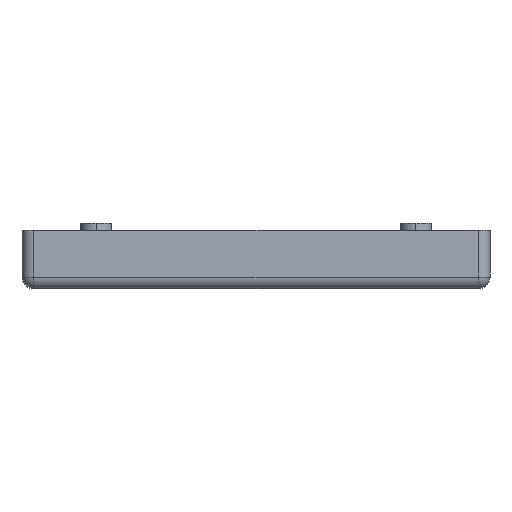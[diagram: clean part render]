
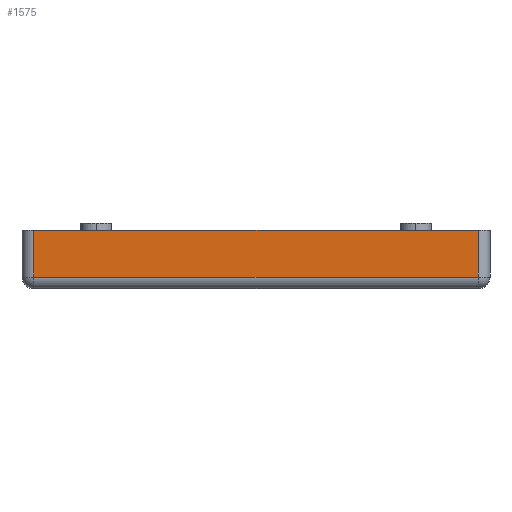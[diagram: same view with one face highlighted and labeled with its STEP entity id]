
A CAD part, left-side view. The second image highlights one B-rep face of the part: STEP entity #1575.
In plain terms, the highlighted planar face has unit normal (-1, 0, 0).
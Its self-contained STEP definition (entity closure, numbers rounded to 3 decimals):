
#196 = CARTESIAN_POINT ( 'NONE',  ( -50., 28.5, 1.5 ) ) ;
#206 = AXIS2_PLACEMENT_3D ( 'NONE', #2446, #3034, #2165 ) ;
#295 = CARTESIAN_POINT ( 'NONE',  ( -50., -28.5, 2. ) ) ;
#445 = VERTEX_POINT ( 'NONE', #2029 ) ;
#465 = DIRECTION ( 'NONE',  ( 0., 0., -1. ) ) ;
#507 = VECTOR ( 'NONE', #1708, 1000. ) ;
#566 = DIRECTION ( 'NONE',  ( 0., 0., 1. ) ) ;
#665 = VECTOR ( 'NONE', #465, 1000. ) ;
#666 = CARTESIAN_POINT ( 'NONE',  ( -50., 28.5, 7.5 ) ) ;
#727 = CARTESIAN_POINT ( 'NONE',  ( -50., -28.5, 7.5 ) ) ;
#834 = PLANE ( 'NONE',  #206 ) ;
#964 = CARTESIAN_POINT ( 'NONE',  ( -50., 28.5, 2. ) ) ;
#1002 = LINE ( 'NONE', #964, #665 ) ;
#1189 = ORIENTED_EDGE ( 'NONE', *, *, #2643, .T. ) ;
#1420 = EDGE_CURVE ( 'NONE', #3218, #2400, #1002, .T. ) ;
#1478 = VERTEX_POINT ( 'NONE', #727 ) ;
#1560 = LINE ( 'NONE', #2882, #3143 ) ;
#1575 = ADVANCED_FACE ( 'NONE', ( #2198 ), #834, .F. ) ;
#1579 = ORIENTED_EDGE ( 'NONE', *, *, #1420, .T. ) ;
#1708 = DIRECTION ( 'NONE',  ( 0., -1., 0. ) ) ;
#1766 = EDGE_CURVE ( 'NONE', #445, #1478, #1938, .T. ) ;
#1920 = ORIENTED_EDGE ( 'NONE', *, *, #1766, .T. ) ;
#1938 = LINE ( 'NONE', #295, #2804 ) ;
#1967 = LINE ( 'NONE', #2791, #507 ) ;
#2029 = CARTESIAN_POINT ( 'NONE',  ( -50., -28.5, 1.5 ) ) ;
#2165 = DIRECTION ( 'NONE',  ( 0., 0., -1. ) ) ;
#2198 = FACE_OUTER_BOUND ( 'NONE', #2937, .T. ) ;
#2400 = VERTEX_POINT ( 'NONE', #196 ) ;
#2446 = CARTESIAN_POINT ( 'NONE',  ( -50., -30., 2. ) ) ;
#2643 = EDGE_CURVE ( 'NONE', #2400, #445, #1967, .T. ) ;
#2673 = ORIENTED_EDGE ( 'NONE', *, *, #3172, .F. ) ;
#2791 = CARTESIAN_POINT ( 'NONE',  ( -50., -30., 1.5 ) ) ;
#2804 = VECTOR ( 'NONE', #566, 1000. ) ;
#2882 = CARTESIAN_POINT ( 'NONE',  ( -50., 0., 7.5 ) ) ;
#2926 = DIRECTION ( 'NONE',  ( 0., -1., 0. ) ) ;
#2937 = EDGE_LOOP ( 'NONE', ( #1189, #1920, #2673, #1579 ) ) ;
#3034 = DIRECTION ( 'NONE',  ( 1., 0., 0. ) ) ;
#3143 = VECTOR ( 'NONE', #2926, 1000. ) ;
#3172 = EDGE_CURVE ( 'NONE', #3218, #1478, #1560, .T. ) ;
#3218 = VERTEX_POINT ( 'NONE', #666 ) ;
